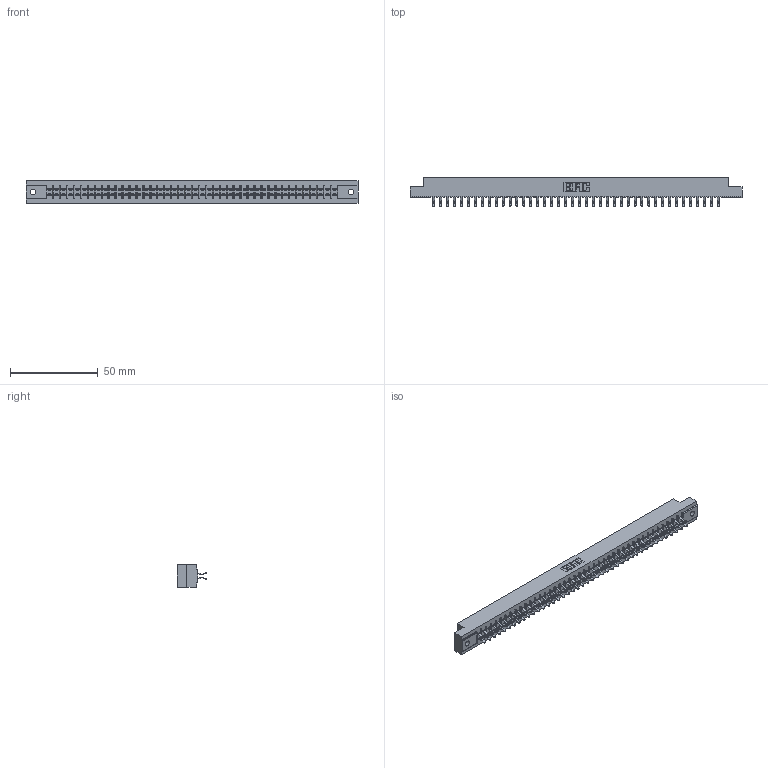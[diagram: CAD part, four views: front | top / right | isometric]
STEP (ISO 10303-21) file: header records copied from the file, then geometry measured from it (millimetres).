
FILE_DESCRIPTION (( 'STEP AP203' ), '1' );
FILE_NAME ('315-084-556-202.STEP', '2019-09-11T00:03:06', ( '' ), ( '' ), 'SwSTEP 2.0', 'SolidWorks 2016', '' );
FILE_SCHEMA (( 'CONFIG_CONTROL_DESIGN' ));
Length unit declared in the file: inch
Products named in the file (3): 315-084-556-202; 305 Part_.128 Dia; 305-290-001_556
Assembly tree (85 placements, depth 2):
  315-084-556-202
    305 Part_.128 Dia
    305-290-001_556  x84
Bounding box: 189.43 x 16.64 x 12.7 mm (x, y, z)
Volume: 19714.3 mm3; surface area: 24834.1 mm2
Topology: 85 solids, 85 shells, 4820 faces, 13882 edges, 9028 vertices
Faces by surface type: plane 2672, cylinder 1980, sphere 168
Entity records: 45699 total; most frequent: CARTESIAN_POINT 7564, ORIENTED_EDGE 7508, DIRECTION 7320, EDGE_CURVE 3754, LINE 3032, VECTOR 3032, VERTEX_POINT 2388, AXIS2_PLACEMENT_3D 2144
